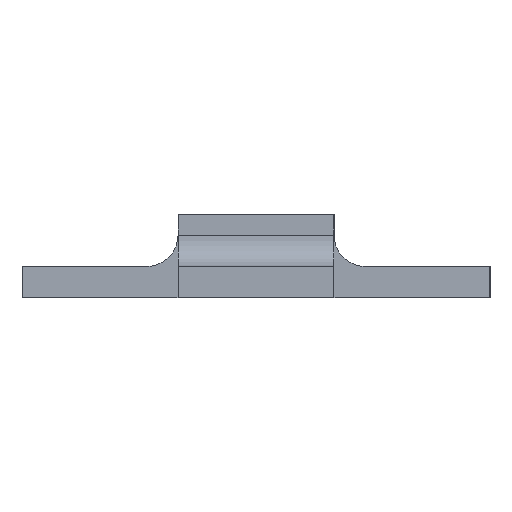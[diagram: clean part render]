
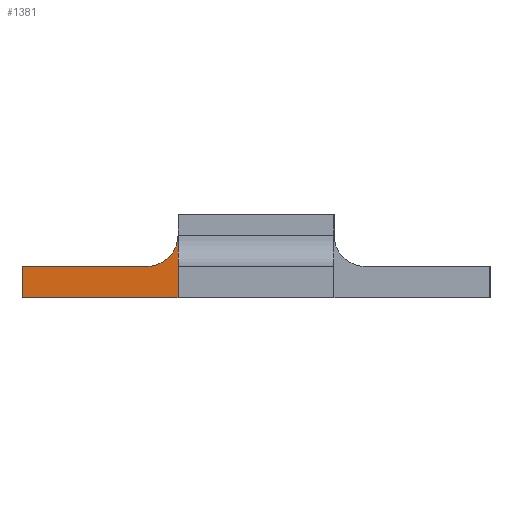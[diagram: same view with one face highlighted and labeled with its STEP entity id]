
A CAD part, left-side view. The second image highlights one B-rep face of the part: STEP entity #1381.
In plain terms, the highlighted planar face has unit normal (-1, 0, 0).
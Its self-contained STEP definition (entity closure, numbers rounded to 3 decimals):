
#47=PLANE('',#1480);
#106=FACE_OUTER_BOUND('',#186,.T.);
#186=EDGE_LOOP('',(#988,#989,#990,#991,#992));
#297=LINE('',#2034,#458);
#298=LINE('',#2038,#459);
#299=LINE('',#2040,#460);
#300=LINE('',#2041,#461);
#458=VECTOR('',#1628,10.);
#459=VECTOR('',#1631,10.);
#460=VECTOR('',#1632,10.);
#461=VECTOR('',#1633,10.);
#606=CIRCLE('',#1481,3.);
#654=VERTEX_POINT('',#2023);
#657=VERTEX_POINT('',#2033);
#658=VERTEX_POINT('',#2035);
#659=VERTEX_POINT('',#2037);
#660=VERTEX_POINT('',#2039);
#785=EDGE_CURVE('',#657,#654,#297,.T.);
#786=EDGE_CURVE('',#654,#658,#606,.F.);
#787=EDGE_CURVE('',#659,#658,#298,.T.);
#788=EDGE_CURVE('',#660,#659,#299,.T.);
#789=EDGE_CURVE('',#660,#657,#300,.T.);
#988=ORIENTED_EDGE('',*,*,#785,.T.);
#989=ORIENTED_EDGE('',*,*,#786,.T.);
#990=ORIENTED_EDGE('',*,*,#787,.F.);
#991=ORIENTED_EDGE('',*,*,#788,.F.);
#992=ORIENTED_EDGE('',*,*,#789,.T.);
#1381=ADVANCED_FACE('',(#106),#47,.T.);
#1480=AXIS2_PLACEMENT_3D('',#2032,#1626,#1627);
#1481=AXIS2_PLACEMENT_3D('',#2036,#1629,#1630);
#1626=DIRECTION('center_axis',(-1.,0.,0.));
#1627=DIRECTION('ref_axis',(0.,-1.,0.));
#1628=DIRECTION('',(0.,0.,1.));
#1629=DIRECTION('center_axis',(-1.,0.,0.));
#1630=DIRECTION('ref_axis',(0.,-0.707,-0.707));
#1631=DIRECTION('',(0.,-1.,0.));
#1632=DIRECTION('',(0.,0.,1.));
#1633=DIRECTION('',(0.,-1.,0.));
#2023=CARTESIAN_POINT('',(-3.,12.2,6.));
#2032=CARTESIAN_POINT('Origin',(-3.,27.2,0.));
#2033=CARTESIAN_POINT('',(-3.,12.2,0.));
#2034=CARTESIAN_POINT('',(-3.,12.2,0.));
#2035=CARTESIAN_POINT('',(-3.,15.2,3.));
#2036=CARTESIAN_POINT('Origin',(-3.,15.2,6.));
#2037=CARTESIAN_POINT('',(-3.,27.2,3.));
#2038=CARTESIAN_POINT('',(-3.,27.2,3.));
#2039=CARTESIAN_POINT('',(-3.,27.2,0.));
#2040=CARTESIAN_POINT('',(-3.,27.2,0.));
#2041=CARTESIAN_POINT('',(-3.,27.2,0.));
